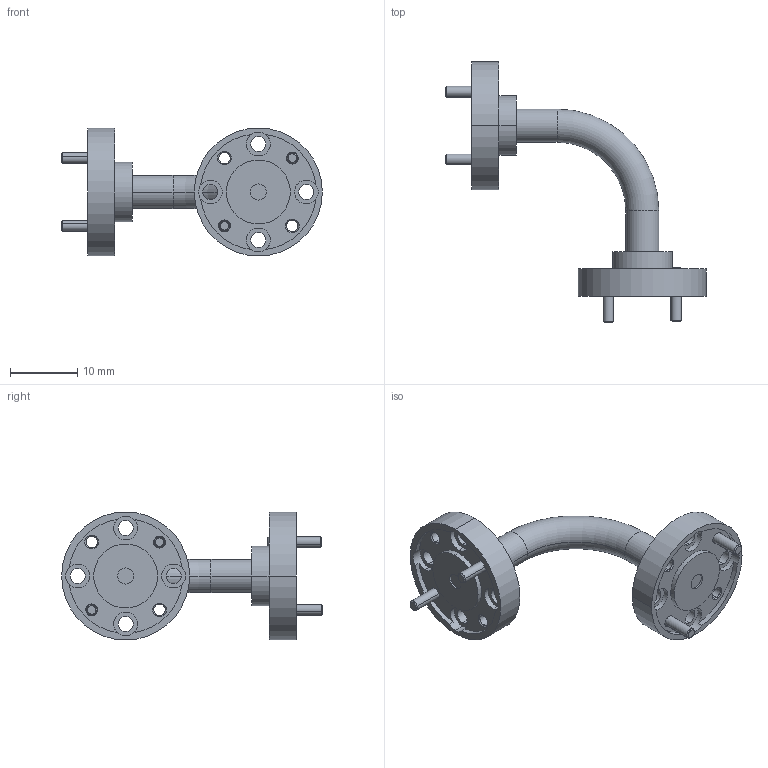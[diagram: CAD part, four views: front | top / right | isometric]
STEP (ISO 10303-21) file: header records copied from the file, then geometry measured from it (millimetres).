
FILE_DESCRIPTION (( 'STEP AP203' ), '1' );
FILE_NAME ('SWB-094090-XM-1.0.STEP', '2020-12-16T01:34:36', ( '' ), ( '' ), 'SwSTEP 2.0', 'SolidWorks 2020', '' );
FILE_SCHEMA (( 'CONFIG_CONTROL_DESIGN' ));
Length unit declared in the file: inch
Products named in the file (1): SWB-094090-XM-1.0
Bounding box: 38.8 x 38.8 x 19.05 mm (x, y, z)
Volume: 2860.5 mm3; surface area: 2777.8 mm2
Topology: 5 solids, 5 shells, 146 faces, 342 edges, 216 vertices
Faces by surface type: cylinder 84, cone 32, plane 28, torus 2
Entity records: 4391 total; most frequent: DIRECTION 854, CARTESIAN_POINT 705, ORIENTED_EDGE 684, AXIS2_PLACEMENT_3D 365, EDGE_CURVE 342, CIRCLE 218, VERTEX_POINT 216, EDGE_LOOP 188
